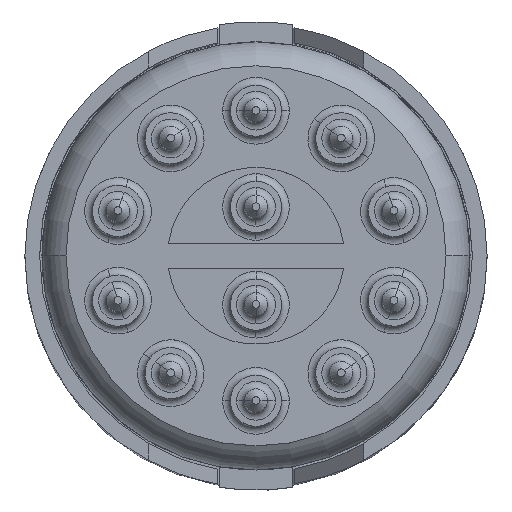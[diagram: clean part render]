
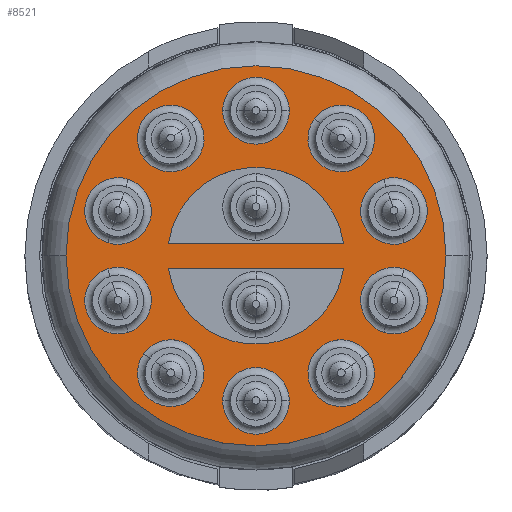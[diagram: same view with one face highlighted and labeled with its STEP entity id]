
A CAD part, top view. The second image highlights one B-rep face of the part: STEP entity #8521.
In plain terms, the highlighted planar face has unit normal (0, 0, 1).
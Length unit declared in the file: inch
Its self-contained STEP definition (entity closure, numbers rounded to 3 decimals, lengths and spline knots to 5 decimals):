
#9=CARTESIAN_POINT('',(0.,0.0935,0.476));
#10=DIRECTION('',(0.,0.,-1.));
#11=DIRECTION('',(-1.,0.,0.));
#12=AXIS2_PLACEMENT_3D('',#9,#10,#11);
#14=CARTESIAN_POINT('',(0.,0.0935,0.476));
#15=DIRECTION('',(0.,0.,-1.));
#16=DIRECTION('',(1.,0.,0.));
#17=AXIS2_PLACEMENT_3D('',#14,#15,#16);
#19=CARTESIAN_POINT('',(0.05496,0.07564,0.476));
#20=DIRECTION('',(0.,0.,-1.));
#21=DIRECTION('',(-0.809,0.588,0.));
#22=AXIS2_PLACEMENT_3D('',#19,#20,#21);
#24=CARTESIAN_POINT('',(0.05496,0.07564,0.476));
#25=DIRECTION('',(0.,0.,-1.));
#26=DIRECTION('',(0.809,-0.588,0.));
#27=AXIS2_PLACEMENT_3D('',#24,#25,#26);
#29=CARTESIAN_POINT('',(0.08892,0.02889,0.476));
#30=DIRECTION('',(0.,0.,-1.));
#31=DIRECTION('',(-0.309,0.951,0.));
#32=AXIS2_PLACEMENT_3D('',#29,#30,#31);
#34=CARTESIAN_POINT('',(0.08892,0.02889,0.476));
#35=DIRECTION('',(0.,0.,-1.));
#36=DIRECTION('',(0.309,-0.951,0.));
#37=AXIS2_PLACEMENT_3D('',#34,#35,#36);
#39=CARTESIAN_POINT('',(0.08892,-0.02889,0.476));
#40=DIRECTION('',(0.,0.,-1.));
#41=DIRECTION('',(0.309,0.951,0.));
#42=AXIS2_PLACEMENT_3D('',#39,#40,#41);
#44=CARTESIAN_POINT('',(0.08892,-0.02889,0.476));
#45=DIRECTION('',(0.,0.,-1.));
#46=DIRECTION('',(-0.309,-0.951,0.));
#47=AXIS2_PLACEMENT_3D('',#44,#45,#46);
#49=CARTESIAN_POINT('',(0.05496,-0.07564,0.476));
#50=DIRECTION('',(0.,0.,-1.));
#51=DIRECTION('',(0.809,0.588,0.));
#52=AXIS2_PLACEMENT_3D('',#49,#50,#51);
#54=CARTESIAN_POINT('',(0.05496,-0.07564,0.476));
#55=DIRECTION('',(0.,0.,-1.));
#56=DIRECTION('',(-0.809,-0.588,0.));
#57=AXIS2_PLACEMENT_3D('',#54,#55,#56);
#59=CARTESIAN_POINT('',(0.,-0.0935,0.476));
#60=DIRECTION('',(0.,0.,-1.));
#61=DIRECTION('',(1.,0.,0.));
#62=AXIS2_PLACEMENT_3D('',#59,#60,#61);
#64=CARTESIAN_POINT('',(0.,-0.0935,0.476));
#65=DIRECTION('',(0.,0.,-1.));
#66=DIRECTION('',(-1.,0.,0.));
#67=AXIS2_PLACEMENT_3D('',#64,#65,#66);
#69=CARTESIAN_POINT('',(-0.05496,-0.07564,0.476));
#70=DIRECTION('',(0.,0.,-1.));
#71=DIRECTION('',(0.809,-0.588,0.));
#72=AXIS2_PLACEMENT_3D('',#69,#70,#71);
#74=CARTESIAN_POINT('',(-0.05496,-0.07564,0.476));
#75=DIRECTION('',(0.,0.,-1.));
#76=DIRECTION('',(-0.809,0.588,0.));
#77=AXIS2_PLACEMENT_3D('',#74,#75,#76);
#79=CARTESIAN_POINT('',(-0.08892,-0.02889,0.476));
#80=DIRECTION('',(0.,0.,-1.));
#81=DIRECTION('',(0.309,-0.951,0.));
#82=AXIS2_PLACEMENT_3D('',#79,#80,#81);
#84=CARTESIAN_POINT('',(-0.08892,-0.02889,0.476));
#85=DIRECTION('',(0.,0.,-1.));
#86=DIRECTION('',(-0.309,0.951,0.));
#87=AXIS2_PLACEMENT_3D('',#84,#85,#86);
#89=CARTESIAN_POINT('',(-0.08892,0.02889,0.476));
#90=DIRECTION('',(0.,0.,-1.));
#91=DIRECTION('',(-0.309,-0.951,0.));
#92=AXIS2_PLACEMENT_3D('',#89,#90,#91);
#94=CARTESIAN_POINT('',(-0.08892,0.02889,0.476));
#95=DIRECTION('',(0.,0.,-1.));
#96=DIRECTION('',(0.309,0.951,0.));
#97=AXIS2_PLACEMENT_3D('',#94,#95,#96);
#99=CARTESIAN_POINT('',(-0.05496,0.07564,0.476));
#100=DIRECTION('',(0.,0.,-1.));
#101=DIRECTION('',(-0.809,-0.588,0.));
#102=AXIS2_PLACEMENT_3D('',#99,#100,#101);
#104=CARTESIAN_POINT('',(-0.05496,0.07564,0.476));
#105=DIRECTION('',(0.,0.,-1.));
#106=DIRECTION('',(0.809,0.588,0.));
#107=AXIS2_PLACEMENT_3D('',#104,#105,#106);
#109=CARTESIAN_POINT('',(0.,0.,0.476));
#110=DIRECTION('',(0.,0.,1.));
#111=DIRECTION('',(0.99,0.14,0.));
#112=AXIS2_PLACEMENT_3D('',#109,#110,#111);
#114=DIRECTION('',(1.,0.,0.));
#115=VECTOR('',#114,0.11287);
#116=CARTESIAN_POINT('',(-0.05644,0.008,0.476));
#117=LINE('',#116,#115);
#118=CARTESIAN_POINT('',(0.,0.,0.476));
#119=DIRECTION('',(0.,0.,1.));
#120=DIRECTION('',(-0.99,-0.14,0.));
#121=AXIS2_PLACEMENT_3D('',#118,#119,#120);
#123=DIRECTION('',(-1.,0.,0.));
#124=VECTOR('',#123,0.11287);
#125=CARTESIAN_POINT('',(0.05644,-0.008,0.476));
#126=LINE('',#125,#124);
#131=CARTESIAN_POINT('',(0.,0.,0.476));
#132=DIRECTION('',(0.,0.,1.));
#133=DIRECTION('',(1.,0.,0.));
#134=AXIS2_PLACEMENT_3D('',#131,#132,#133);
#140=CARTESIAN_POINT('',(0.,0.,0.476));
#141=DIRECTION('',(0.,0.,-1.));
#142=DIRECTION('',(1.,0.,0.));
#143=AXIS2_PLACEMENT_3D('',#140,#141,#142);
#7728=CARTESIAN_POINT('',(0.1225,0.,0.476));
#7730=VERTEX_POINT('',#7728);
#7736=CARTESIAN_POINT('',(-0.1225,0.,0.476));
#7738=VERTEX_POINT('',#7736);
#7964=CARTESIAN_POINT('',(-0.0215,0.0935,0.476));
#7965=CARTESIAN_POINT('',(0.0215,0.0935,0.476));
#7966=VERTEX_POINT('',#7964);
#7967=VERTEX_POINT('',#7965);
#8004=CARTESIAN_POINT('',(0.03756,0.08828,0.476));
#8005=CARTESIAN_POINT('',(0.07235,0.06301,0.476));
#8006=VERTEX_POINT('',#8004);
#8007=VERTEX_POINT('',#8005);
#8044=CARTESIAN_POINT('',(0.08228,0.04934,0.476));
#8045=CARTESIAN_POINT('',(0.09557,0.00845,0.476));
#8046=VERTEX_POINT('',#8044);
#8047=VERTEX_POINT('',#8045);
#8084=CARTESIAN_POINT('',(0.09557,-0.00845,0.476));
#8085=CARTESIAN_POINT('',(0.08228,-0.04934,0.476));
#8086=VERTEX_POINT('',#8084);
#8087=VERTEX_POINT('',#8085);
#8124=CARTESIAN_POINT('',(0.07235,-0.06301,0.476));
#8125=CARTESIAN_POINT('',(0.03756,-0.08828,0.476));
#8126=VERTEX_POINT('',#8124);
#8127=VERTEX_POINT('',#8125);
#8164=CARTESIAN_POINT('',(0.0215,-0.0935,0.476));
#8165=CARTESIAN_POINT('',(-0.0215,-0.0935,0.476));
#8166=VERTEX_POINT('',#8164);
#8167=VERTEX_POINT('',#8165);
#8204=CARTESIAN_POINT('',(-0.03756,-0.08828,0.476));
#8205=CARTESIAN_POINT('',(-0.07235,-0.06301,0.476));
#8206=VERTEX_POINT('',#8204);
#8207=VERTEX_POINT('',#8205);
#8244=CARTESIAN_POINT('',(-0.08228,-0.04934,0.476));
#8245=CARTESIAN_POINT('',(-0.09557,-0.00845,0.476));
#8246=VERTEX_POINT('',#8244);
#8247=VERTEX_POINT('',#8245);
#8284=CARTESIAN_POINT('',(-0.09557,0.00845,0.476));
#8285=CARTESIAN_POINT('',(-0.08228,0.04934,0.476));
#8286=VERTEX_POINT('',#8284);
#8287=VERTEX_POINT('',#8285);
#8324=CARTESIAN_POINT('',(-0.07235,0.06301,0.476));
#8325=CARTESIAN_POINT('',(-0.03756,0.08828,0.476));
#8326=VERTEX_POINT('',#8324);
#8327=VERTEX_POINT('',#8325);
#8368=CARTESIAN_POINT('',(0.05644,0.008,0.476));
#8369=CARTESIAN_POINT('',(-0.05644,0.008,0.476));
#8370=VERTEX_POINT('',#8368);
#8371=VERTEX_POINT('',#8369);
#8412=CARTESIAN_POINT('',(-0.05644,-0.008,0.476));
#8413=CARTESIAN_POINT('',(0.05644,-0.008,0.476));
#8414=VERTEX_POINT('',#8412);
#8415=VERTEX_POINT('',#8413);
#8439=CARTESIAN_POINT('',(0.,0.,0.476));
#8440=DIRECTION('',(0.,0.,-1.));
#8441=DIRECTION('',(1.,0.,0.));
#8442=AXIS2_PLACEMENT_3D('',#8439,#8440,#8441);
#8443=PLANE('',#8442);
#8445=ORIENTED_EDGE('',*,*,#8444,.F.);
#8447=ORIENTED_EDGE('',*,*,#8446,.T.);
#8448=EDGE_LOOP('',(#8445,#8447));
#8449=FACE_OUTER_BOUND('',#8448,.F.);
#8451=ORIENTED_EDGE('',*,*,#8450,.F.);
#8453=ORIENTED_EDGE('',*,*,#8452,.F.);
#8454=EDGE_LOOP('',(#8451,#8453));
#8455=FACE_BOUND('',#8454,.F.);
#8457=ORIENTED_EDGE('',*,*,#8456,.F.);
#8459=ORIENTED_EDGE('',*,*,#8458,.F.);
#8460=EDGE_LOOP('',(#8457,#8459));
#8461=FACE_BOUND('',#8460,.F.);
#8463=ORIENTED_EDGE('',*,*,#8462,.F.);
#8465=ORIENTED_EDGE('',*,*,#8464,.F.);
#8466=EDGE_LOOP('',(#8463,#8465));
#8467=FACE_BOUND('',#8466,.F.);
#8469=ORIENTED_EDGE('',*,*,#8468,.F.);
#8471=ORIENTED_EDGE('',*,*,#8470,.F.);
#8472=EDGE_LOOP('',(#8469,#8471));
#8473=FACE_BOUND('',#8472,.F.);
#8475=ORIENTED_EDGE('',*,*,#8474,.F.);
#8477=ORIENTED_EDGE('',*,*,#8476,.F.);
#8478=EDGE_LOOP('',(#8475,#8477));
#8479=FACE_BOUND('',#8478,.F.);
#8481=ORIENTED_EDGE('',*,*,#8480,.F.);
#8483=ORIENTED_EDGE('',*,*,#8482,.F.);
#8484=EDGE_LOOP('',(#8481,#8483));
#8485=FACE_BOUND('',#8484,.F.);
#8487=ORIENTED_EDGE('',*,*,#8486,.F.);
#8488=ORIENTED_EDGE('',*,*,#8421,.F.);
#8489=EDGE_LOOP('',(#8487,#8488));
#8490=FACE_BOUND('',#8489,.F.);
#8492=ORIENTED_EDGE('',*,*,#8491,.F.);
#8494=ORIENTED_EDGE('',*,*,#8493,.F.);
#8495=EDGE_LOOP('',(#8492,#8494));
#8496=FACE_BOUND('',#8495,.F.);
#8498=ORIENTED_EDGE('',*,*,#8497,.F.);
#8500=ORIENTED_EDGE('',*,*,#8499,.F.);
#8501=EDGE_LOOP('',(#8498,#8500));
#8502=FACE_BOUND('',#8501,.F.);
#8504=ORIENTED_EDGE('',*,*,#8503,.F.);
#8506=ORIENTED_EDGE('',*,*,#8505,.F.);
#8507=EDGE_LOOP('',(#8504,#8506));
#8508=FACE_BOUND('',#8507,.F.);
#8510=ORIENTED_EDGE('',*,*,#8509,.T.);
#8512=ORIENTED_EDGE('',*,*,#8511,.T.);
#8513=EDGE_LOOP('',(#8510,#8512));
#8514=FACE_BOUND('',#8513,.F.);
#8516=ORIENTED_EDGE('',*,*,#8515,.T.);
#8518=ORIENTED_EDGE('',*,*,#8517,.T.);
#8519=EDGE_LOOP('',(#8516,#8518));
#8520=FACE_BOUND('',#8519,.F.);
#8521=ADVANCED_FACE('',(#8449,#8455,#8461,#8467,#8473,#8479,#8485,#8490,#8496,
#8502,#8508,#8514,#8520),#8443,.F.);
#13=CIRCLE('',#12,0.0215);
#18=CIRCLE('',#17,0.0215);
#23=CIRCLE('',#22,0.0215);
#28=CIRCLE('',#27,0.0215);
#33=CIRCLE('',#32,0.0215);
#38=CIRCLE('',#37,0.0215);
#43=CIRCLE('',#42,0.0215);
#48=CIRCLE('',#47,0.0215);
#53=CIRCLE('',#52,0.0215);
#58=CIRCLE('',#57,0.0215);
#63=CIRCLE('',#62,0.0215);
#68=CIRCLE('',#67,0.0215);
#73=CIRCLE('',#72,0.0215);
#78=CIRCLE('',#77,0.0215);
#83=CIRCLE('',#82,0.0215);
#88=CIRCLE('',#87,0.0215);
#93=CIRCLE('',#92,0.0215);
#98=CIRCLE('',#97,0.0215);
#103=CIRCLE('',#102,0.0215);
#108=CIRCLE('',#107,0.0215);
#113=CIRCLE('',#112,0.057);
#122=CIRCLE('',#121,0.057);
#135=CIRCLE('',#134,0.1225);
#144=CIRCLE('',#143,0.1225);
#8421=EDGE_CURVE('',#8207,#8206,#78,.T.);
#8444=EDGE_CURVE('',#7730,#7738,#135,.T.);
#8446=EDGE_CURVE('',#7730,#7738,#144,.T.);
#8450=EDGE_CURVE('',#7966,#7967,#13,.T.);
#8452=EDGE_CURVE('',#7967,#7966,#18,.T.);
#8456=EDGE_CURVE('',#8006,#8007,#23,.T.);
#8458=EDGE_CURVE('',#8007,#8006,#28,.T.);
#8462=EDGE_CURVE('',#8046,#8047,#33,.T.);
#8464=EDGE_CURVE('',#8047,#8046,#38,.T.);
#8468=EDGE_CURVE('',#8086,#8087,#43,.T.);
#8470=EDGE_CURVE('',#8087,#8086,#48,.T.);
#8474=EDGE_CURVE('',#8126,#8127,#53,.T.);
#8476=EDGE_CURVE('',#8127,#8126,#58,.T.);
#8480=EDGE_CURVE('',#8166,#8167,#63,.T.);
#8482=EDGE_CURVE('',#8167,#8166,#68,.T.);
#8486=EDGE_CURVE('',#8206,#8207,#73,.T.);
#8491=EDGE_CURVE('',#8246,#8247,#83,.T.);
#8493=EDGE_CURVE('',#8247,#8246,#88,.T.);
#8497=EDGE_CURVE('',#8286,#8287,#93,.T.);
#8499=EDGE_CURVE('',#8287,#8286,#98,.T.);
#8503=EDGE_CURVE('',#8326,#8327,#103,.T.);
#8505=EDGE_CURVE('',#8327,#8326,#108,.T.);
#8509=EDGE_CURVE('',#8370,#8371,#113,.T.);
#8511=EDGE_CURVE('',#8371,#8370,#117,.T.);
#8515=EDGE_CURVE('',#8414,#8415,#122,.T.);
#8517=EDGE_CURVE('',#8415,#8414,#126,.T.);
